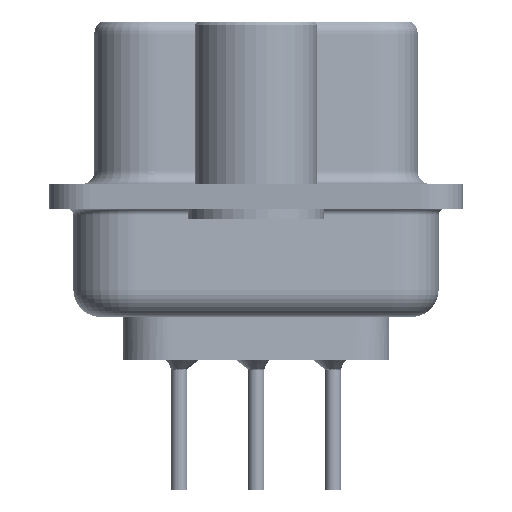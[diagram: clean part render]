
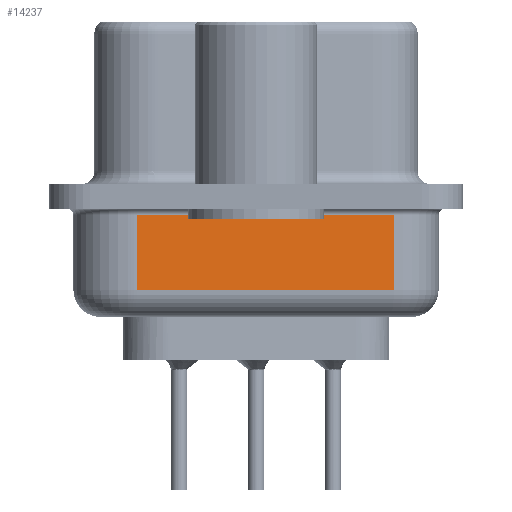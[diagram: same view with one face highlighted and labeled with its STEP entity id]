
A CAD part, left-side view. The second image highlights one B-rep face of the part: STEP entity #14237.
In plain terms, the highlighted planar face has unit normal (-0.985, -0.174, 0).
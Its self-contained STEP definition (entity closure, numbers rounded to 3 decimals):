
#10 = DIRECTION ( 'NONE',  ( -0.174, 0.985, 0. ) ) ;
#99 = CARTESIAN_POINT ( 'NONE',  ( 4.605, -5.097, -4.45 ) ) ;
#371 = DIRECTION ( 'NONE',  ( 0.985, 0.174, 0. ) ) ;
#3221 = CARTESIAN_POINT ( 'NONE',  ( 2.93, 4.403, -3.45 ) ) ;
#3250 = CARTESIAN_POINT ( 'NONE',  ( 4.605, -5.097, -3.45 ) ) ;
#4575 = LINE ( 'NONE', #15953, #10929 ) ;
#5487 = DIRECTION ( 'NONE',  ( 0., 0., 1. ) ) ;
#7290 = VERTEX_POINT ( 'NONE', #3221 ) ;
#7707 = EDGE_CURVE ( 'NONE', #14608, #7846, #11405, .T. ) ;
#7846 = VERTEX_POINT ( 'NONE', #35378 ) ;
#9113 = FACE_OUTER_BOUND ( 'NONE', #35222, .T. ) ;
#10698 = EDGE_CURVE ( 'NONE', #7290, #25731, #4575, .T. ) ;
#10743 = EDGE_CURVE ( 'NONE', #25731, #14608, #31225, .T. ) ;
#10929 = VECTOR ( 'NONE', #21738, 1000. ) ;
#11405 = LINE ( 'NONE', #25752, #28680 ) ;
#11927 = PLANE ( 'NONE',  #30080 ) ;
#12839 = ORIENTED_EDGE ( 'NONE', *, *, #10698, .T. ) ;
#14237 = ADVANCED_FACE ( 'NONE', ( #9113 ), #11927, .F. ) ;
#14382 = DIRECTION ( 'NONE',  ( -0.174, 0.985, 0. ) ) ;
#14608 = VERTEX_POINT ( 'NONE', #22329 ) ;
#15953 = CARTESIAN_POINT ( 'NONE',  ( 2.93, 4.403, -3.45 ) ) ;
#16614 = LINE ( 'NONE', #25376, #20847 ) ;
#20142 = CARTESIAN_POINT ( 'NONE',  ( 2.93, 4.403, -4.45 ) ) ;
#20847 = VECTOR ( 'NONE', #25194, 1000. ) ;
#21040 = VECTOR ( 'NONE', #5487, 1000. ) ;
#21738 = DIRECTION ( 'NONE',  ( 0.174, -0.985, 0. ) ) ;
#22188 = ORIENTED_EDGE ( 'NONE', *, *, #25516, .F. ) ;
#22329 = CARTESIAN_POINT ( 'NONE',  ( 4.605, -5.097, -0.7 ) ) ;
#25194 = DIRECTION ( 'NONE',  ( 0., 0., 1. ) ) ;
#25376 = CARTESIAN_POINT ( 'NONE',  ( 2.93, 4.403, -4.45 ) ) ;
#25509 = ORIENTED_EDGE ( 'NONE', *, *, #10743, .T. ) ;
#25516 = EDGE_CURVE ( 'NONE', #7290, #7846, #16614, .T. ) ;
#25731 = VERTEX_POINT ( 'NONE', #3250 ) ;
#25752 = CARTESIAN_POINT ( 'NONE',  ( 2.93, 4.403, -0.7 ) ) ;
#28680 = VECTOR ( 'NONE', #14382, 1000. ) ;
#29587 = ORIENTED_EDGE ( 'NONE', *, *, #7707, .T. ) ;
#30080 = AXIS2_PLACEMENT_3D ( 'NONE', #20142, #371, #10 ) ;
#31225 = LINE ( 'NONE', #99, #21040 ) ;
#35222 = EDGE_LOOP ( 'NONE', ( #22188, #12839, #25509, #29587 ) ) ;
#35378 = CARTESIAN_POINT ( 'NONE',  ( 2.93, 4.403, -0.7 ) ) ;
